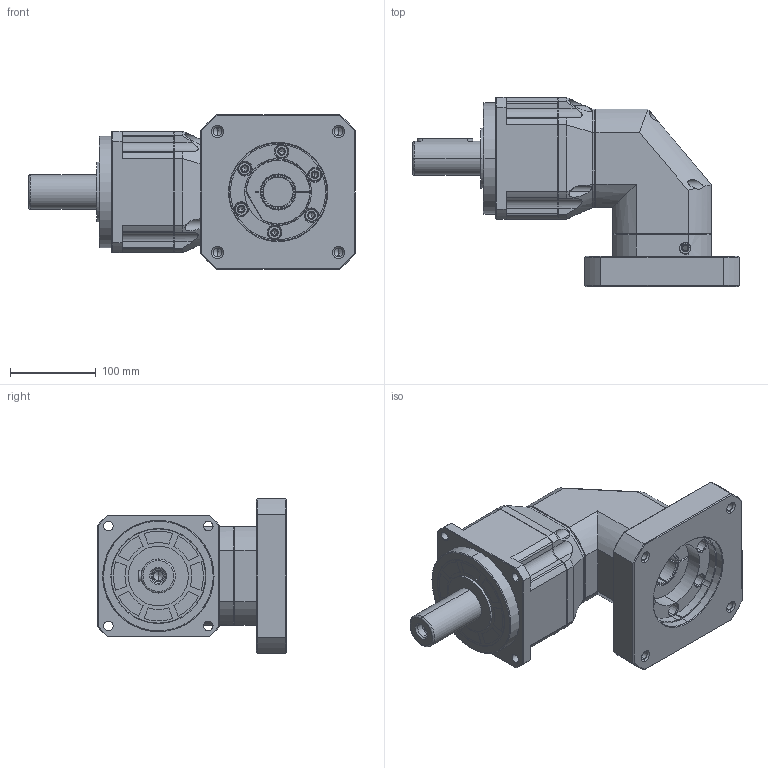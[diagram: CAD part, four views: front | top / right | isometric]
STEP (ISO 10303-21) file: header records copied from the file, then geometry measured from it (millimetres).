
FILE_DESCRIPTION (( 'STEP AP214' ), '1' );
FILE_NAME ('SBL142-L2-35-114.3-200M12.STEP', '2022-01-14T03:12:54', ( 'admin' ), ( '' ), 'SwSTEP 2.0', 'SolidWorks 2013', '' );
FILE_SCHEMA (( 'AUTOMOTIVE_DESIGN' ));
Length unit declared in the file: millimetre
Products named in the file (6): SB142_X2_8F9351FA7AEF_X0_; SB142_X2_4E007EA79F7F570863A5_X0_115; SBL115-114.3-200M12-Z84.5; SBL115_X2_8F9351658F7495017D2773AF_X0_-35; SBL115-35; SBL142-L2-35-114.3-200M12
Assembly tree (5 placements, depth 2):
  SBL142-L2-35-114.3-200M12
    SBL115-35
    SBL115_X2_8F9351658F7495017D2773AF_X0_-35
    SBL115-114.3-200M12-Z84.5
    SB142_X2_4E007EA79F7F570863A5_X0_115
    SB142_X2_8F9351FA7AEF_X0_
Bounding box: 381 x 220.5 x 180 mm (x, y, z)
Volume: 5202123.6 mm3; surface area: 483127.3 mm2
Topology: 8 solids, 8 shells, 666 faces, 1641 edges, 1004 vertices
Faces by surface type: cylinder 249, plane 242, cone 157, bspline 18
Entity records: 28991 total; most frequent: CARTESIAN_POINT 5862, DIRECTION 3288, ORIENTED_EDGE 3218, EDGE_CURVE 1609, AXIS2_PLACEMENT_3D 1288, VERTEX_POINT 1004, EDGE_LOOP 757, LINE 712
